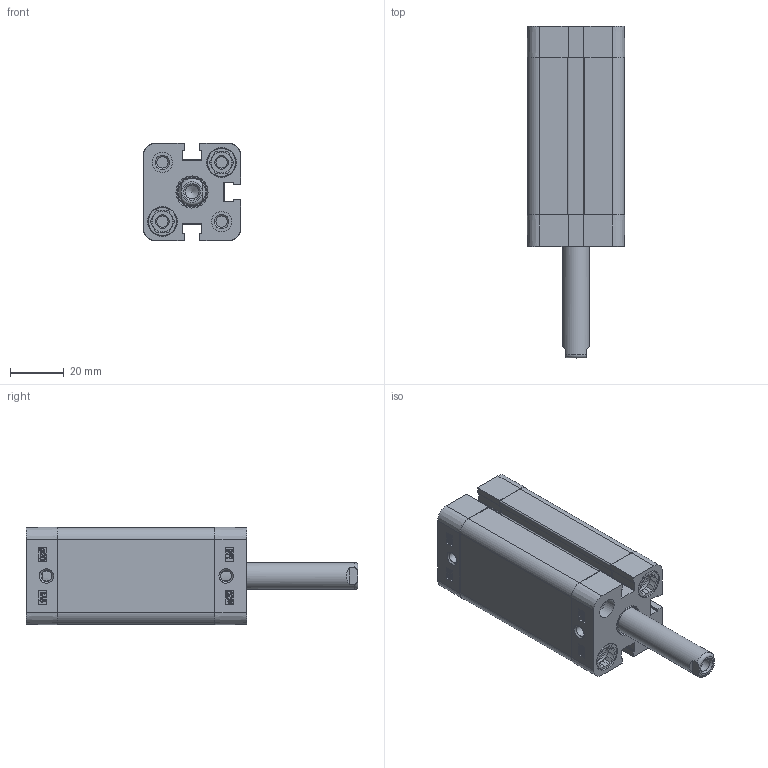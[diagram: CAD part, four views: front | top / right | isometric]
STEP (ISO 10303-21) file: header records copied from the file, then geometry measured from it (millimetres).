
FILE_DESCRIPTION((''),'2;1');
FILE_NAME('PSEM020.035.GS.F.stp','2014-02-05T09:29:12',('carlo.corazza'),(''),'Autodesk Inventor 2012','Autodesk Inventor 2012','');
FILE_SCHEMA(('AUTOMOTIVE_DESIGN { 1 0 10303 214 1 1 1 1 }'));
Length unit declared in the file: millimetre
Products named in the file (5): PSEM020.---.GS.F; TP; TA; CORPO-035; STELO-035
Assembly tree (4 placements, depth 2):
  PSEM020.---.GS.F
    TP
    TA
    CORPO-035
    STELO-035
Bounding box: 36.3 x 123.6 x 36.3 mm (x, y, z)
Volume: 67667.9 mm3; surface area: 36267.8 mm2
Topology: 4 solids, 8 shells, 584 faces, 1534 edges, 1010 vertices
Faces by surface type: plane 292, cylinder 139, bspline 94, cone 46, torus 13
Full cylindrical faces by diameter (mm): 4.134 x3, 4.917 x1, 7.5 x4, 7.55 x4, 8 x9, 9 x1, 10 x1, 10.48 x1, 10.9 x4, 11.1 x4, 11.4 x1, 12 x1, 13.84 x1, 14 x1, 20 x1
Entity records: 18850 total; most frequent: CARTESIAN_POINT 4494, ORIENTED_EDGE 2854, DIRECTION 2571, EDGE_CURVE 1427, VERTEX_POINT 987, AXIS2_PLACEMENT_3D 858, VECTOR 855, LINE 855
